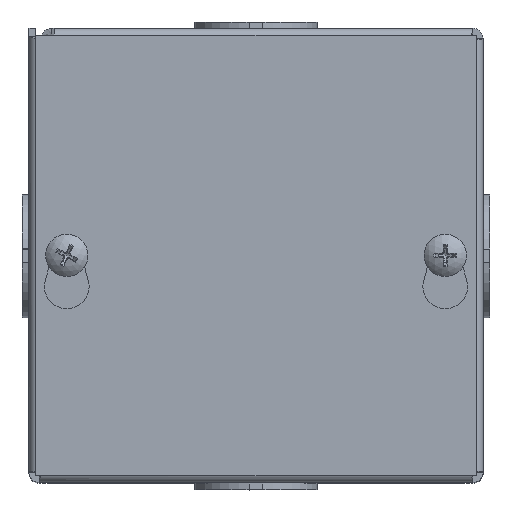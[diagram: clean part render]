
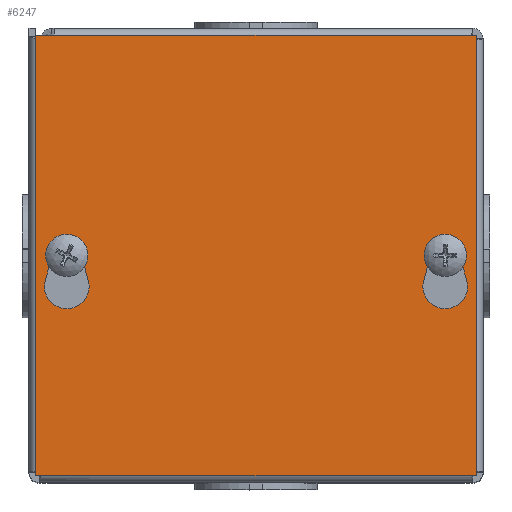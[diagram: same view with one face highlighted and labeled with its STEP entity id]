
A CAD part, top view. The second image highlights one B-rep face of the part: STEP entity #6247.
In plain terms, the highlighted planar face has unit normal (0, 0, 1).
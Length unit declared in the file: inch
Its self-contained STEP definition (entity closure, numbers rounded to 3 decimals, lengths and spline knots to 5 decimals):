
#795=LINE($,#10917,#1337);
#799=LINE($,#10927,#1341);
#802=LINE($,#10935,#1344);
#806=LINE($,#10947,#1348);
#808=LINE($,#10955,#1350);
#812=LINE($,#10963,#1354);
#815=LINE($,#10969,#1357);
#818=LINE($,#10974,#1360);
#1337=VECTOR($,#8059,0.26996);
#1341=VECTOR($,#8071,0.26996);
#1344=VECTOR($,#8076,0.26996);
#1348=VECTOR($,#8088,0.26996);
#1350=VECTOR($,#8098,4.);
#1354=VECTOR($,#8104,4.);
#1357=VECTOR($,#8109,4.);
#1360=VECTOR($,#8114,4.);
#1552=PLANE($,#6699);
#1654=FACE_BOUND($,#2398,.T.);
#1655=FACE_BOUND($,#2399,.T.);
#1656=FACE_BOUND($,#2400,.T.);
#2398=EDGE_LOOP($,(#5403,#5404,#5405,#5406));
#2399=EDGE_LOOP($,(#5407,#5408,#5409,#5410));
#2400=EDGE_LOOP($,(#5411,#5412,#5413,#5414));
#2547=CIRCLE($,#6681,0.203);
#2549=CIRCLE($,#6685,0.125);
#2551=CIRCLE($,#6690,0.125);
#2553=CIRCLE($,#6694,0.203);
#3018=VERTEX_POINT($,#10908);
#3019=VERTEX_POINT($,#10910);
#3021=VERTEX_POINT($,#10916);
#3023=VERTEX_POINT($,#10922);
#3026=VERTEX_POINT($,#10932);
#3027=VERTEX_POINT($,#10934);
#3029=VERTEX_POINT($,#10940);
#3031=VERTEX_POINT($,#10946);
#3032=VERTEX_POINT($,#10953);
#3033=VERTEX_POINT($,#10954);
#3036=VERTEX_POINT($,#10962);
#3038=VERTEX_POINT($,#10968);
#3778=EDGE_CURVE($,#3019,#3018,#2547,.T.);
#3781=EDGE_CURVE($,#3021,#3019,#795,.T.);
#3784=EDGE_CURVE($,#3023,#3021,#2549,.T.);
#3787=EDGE_CURVE($,#3018,#3023,#799,.T.);
#3790=EDGE_CURVE($,#3027,#3026,#802,.T.);
#3793=EDGE_CURVE($,#3029,#3027,#2551,.T.);
#3796=EDGE_CURVE($,#3031,#3029,#806,.T.);
#3799=EDGE_CURVE($,#3026,#3031,#2553,.T.);
#3800=EDGE_CURVE($,#3032,#3033,#808,.T.);
#3804=EDGE_CURVE($,#3033,#3036,#812,.T.);
#3807=EDGE_CURVE($,#3036,#3038,#815,.T.);
#3810=EDGE_CURVE($,#3038,#3032,#818,.T.);
#5403=ORIENTED_EDGE($,*,*,#3778,.T.);
#5404=ORIENTED_EDGE($,*,*,#3787,.T.);
#5405=ORIENTED_EDGE($,*,*,#3784,.T.);
#5406=ORIENTED_EDGE($,*,*,#3781,.T.);
#5407=ORIENTED_EDGE($,*,*,#3790,.T.);
#5408=ORIENTED_EDGE($,*,*,#3799,.T.);
#5409=ORIENTED_EDGE($,*,*,#3796,.T.);
#5410=ORIENTED_EDGE($,*,*,#3793,.T.);
#5411=ORIENTED_EDGE($,*,*,#3800,.F.);
#5412=ORIENTED_EDGE($,*,*,#3810,.F.);
#5413=ORIENTED_EDGE($,*,*,#3807,.F.);
#5414=ORIENTED_EDGE($,*,*,#3804,.F.);
#6247=ADVANCED_FACE($,(#1654,#1655,#1656),#1552,.T.);
#6681=AXIS2_PLACEMENT_3D($,#10911,#8053,#8054);
#6685=AXIS2_PLACEMENT_3D($,#10923,#8065,#8066);
#6690=AXIS2_PLACEMENT_3D($,#10941,#8082,#8083);
#6694=AXIS2_PLACEMENT_3D($,#10951,#8094,#8095);
#6699=AXIS2_PLACEMENT_3D($,#10976,#8116,#8117);
#8053=DIRECTION('center_axis',(0.,0.,-1.));
#8054=DIRECTION('ref_axis',(-0.961,0.278,0.));
#8059=DIRECTION($,(0.278,-0.961,0.));
#8065=DIRECTION('center_axis',(0.,0.,-1.));
#8066=DIRECTION('ref_axis',(0.961,0.278,0.));
#8071=DIRECTION($,(0.278,0.961,0.));
#8076=DIRECTION($,(0.278,-0.961,0.));
#8082=DIRECTION('center_axis',(0.,0.,-1.));
#8083=DIRECTION('ref_axis',(0.961,0.278,0.));
#8088=DIRECTION($,(0.278,0.961,0.));
#8094=DIRECTION('center_axis',(0.,0.,-1.));
#8095=DIRECTION('ref_axis',(-0.961,0.278,0.));
#8098=DIRECTION($,(0.,-1.,0.));
#8104=DIRECTION($,(-1.,0.,0.));
#8109=DIRECTION($,(0.,1.,0.));
#8114=DIRECTION($,(1.,0.,0.));
#8116=DIRECTION('center_axis',(0.,0.,1.));
#8117=DIRECTION('ref_axis',(1.,0.,0.));
#10908=CARTESIAN_POINT('',(1.52373,-0.22465,0.062));
#10910=CARTESIAN_POINT('',(1.91377,-0.22465,0.062));
#10911=CARTESIAN_POINT('Origin',(1.71875,-0.281,0.062));
#10916=CARTESIAN_POINT('',(1.83884,0.0347,0.062));
#10917=CARTESIAN_POINT($,(1.81009,0.13419,0.062));
#10922=CARTESIAN_POINT('',(1.59866,0.0347,0.062));
#10923=CARTESIAN_POINT('Origin',(1.71875,0.,0.062));
#10927=CARTESIAN_POINT($,(1.53245,-0.19447,0.062));
#10932=CARTESIAN_POINT('',(-1.52373,-0.22465,0.062));
#10934=CARTESIAN_POINT('',(-1.59866,0.0347,0.062));
#10935=CARTESIAN_POINT($,(-1.49498,-0.32415,0.062));
#10940=CARTESIAN_POINT('',(-1.83884,0.0347,0.062));
#10941=CARTESIAN_POINT('Origin',(-1.71875,0.,0.062));
#10946=CARTESIAN_POINT('',(-1.91377,-0.22465,0.062));
#10947=CARTESIAN_POINT($,(-1.77262,0.26387,0.062));
#10951=CARTESIAN_POINT('Origin',(-1.71875,-0.281,0.062));
#10953=CARTESIAN_POINT('',(2.,2.,0.062));
#10954=CARTESIAN_POINT('',(2.,-2.,0.062));
#10955=CARTESIAN_POINT($,(2.,2.,0.062));
#10962=CARTESIAN_POINT('',(-2.,-2.,0.062));
#10963=CARTESIAN_POINT($,(2.,-2.,0.062));
#10968=CARTESIAN_POINT('',(-2.,2.,0.062));
#10969=CARTESIAN_POINT($,(-2.,-2.,0.062));
#10974=CARTESIAN_POINT($,(-2.,2.,0.062));
#10976=CARTESIAN_POINT('Origin',(0.,0.,
0.062));
